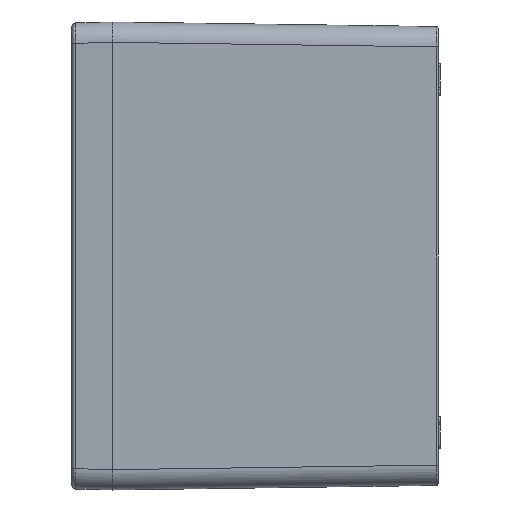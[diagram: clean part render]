
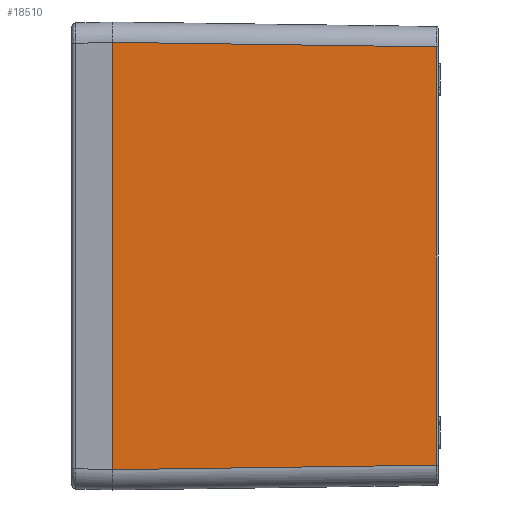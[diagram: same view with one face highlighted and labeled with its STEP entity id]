
A CAD part, left-side view. The second image highlights one B-rep face of the part: STEP entity #18510.
In plain terms, the highlighted planar face has unit normal (-1, -0.014, 0).
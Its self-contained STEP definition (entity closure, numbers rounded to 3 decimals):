
#844=CARTESIAN_POINT('',(-165.,160.,105.001));
#855=DIRECTION('',(0.,0.,1.));
#856=VECTOR('',#855,210.002);
#857=CARTESIAN_POINT('',(-165.,160.,-105.001));
#858=LINE('',#857,#856);
#868=CARTESIAN_POINT('',(-165.,160.,-105.001));
#8048=DIRECTION('',(0.,0.,-1.));
#8049=VECTOR('',#8048,205.561);
#8050=CARTESIAN_POINT('',(-162.78,0.986,
102.781));
#8051=LINE('',#8050,#8049);
#8055=DIRECTION('',(0.014,-1.,0.014));
#8056=VECTOR('',#8055,159.045);
#8057=CARTESIAN_POINT('',(-165.,160.,-105.001));
#8058=LINE('',#8057,#8056);
#8062=DIRECTION('',(0.014,-1.,-0.014));
#8063=VECTOR('',#8062,159.045);
#8064=CARTESIAN_POINT('',(-165.,160.,105.001));
#8065=LINE('',#8064,#8063);
#8078=CARTESIAN_POINT('',(-162.78,0.986,
102.781));
#8630=VERTEX_POINT('',#844);
#8633=VERTEX_POINT('',#868);
#8645=VERTEX_POINT('',#8078);
#8648=CARTESIAN_POINT('',(-162.78,0.986,
-102.781));
#8649=VERTEX_POINT('',#8648);
#18498=CARTESIAN_POINT('',(-165.,160.,-121.31));
#18499=DIRECTION('',(-1.,-0.014,0.));
#18500=DIRECTION('',(0.,0.,1.));
#18501=AXIS2_PLACEMENT_3D('',#18498,#18499,#18500);
#18502=PLANE('',#18501);
#18503=ORIENTED_EDGE('',*,*,#18313,.T.);
#18504=ORIENTED_EDGE('',*,*,#18493,.F.);
#18505=ORIENTED_EDGE('',*,*,#9936,.T.);
#18507=ORIENTED_EDGE('',*,*,#18506,.T.);
#18508=EDGE_LOOP('',(#18503,#18504,#18505,#18507));
#18509=FACE_OUTER_BOUND('',#18508,.F.);
#18510=ADVANCED_FACE('',(#18509),#18502,.T.);
#9936=EDGE_CURVE('',#8633,#8630,#858,.T.);
#18313=EDGE_CURVE('',#8645,#8649,#8051,.T.);
#18493=EDGE_CURVE('',#8633,#8649,#8058,.T.);
#18506=EDGE_CURVE('',#8630,#8645,#8065,.T.);
